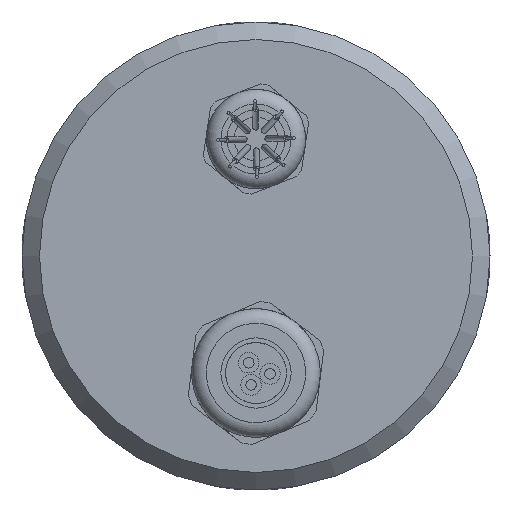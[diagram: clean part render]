
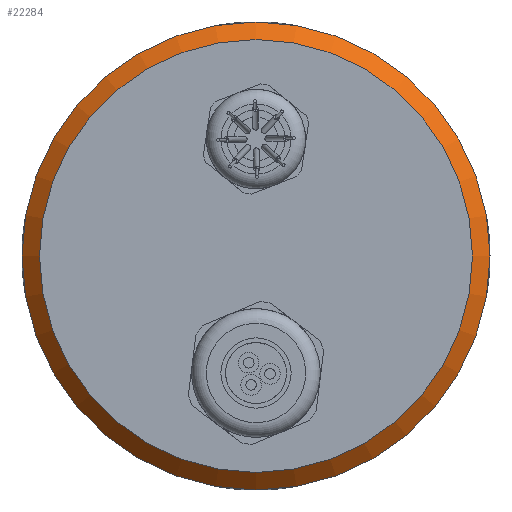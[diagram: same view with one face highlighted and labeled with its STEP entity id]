
A CAD part, left-side view. The second image highlights one B-rep face of the part: STEP entity #22284.
In plain terms, the highlighted conical face has half-angle 45 degrees and reference radius 37 mm.
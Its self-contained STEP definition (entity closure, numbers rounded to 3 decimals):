
#906 = ORIENTED_EDGE ( 'NONE', *, *, #9865, .F. ) ;
#915 = CARTESIAN_POINT ( 'NONE',  ( -166., 0., -40. ) ) ;
#2241 = CARTESIAN_POINT ( 'NONE',  ( -169., 0., 0. ) ) ;
#2408 = EDGE_LOOP ( 'NONE', ( #14221 ) ) ;
#3040 = CARTESIAN_POINT ( 'NONE',  ( -169., 0., 0. ) ) ;
#4979 = EDGE_CURVE ( 'NONE', #17258, #17258, #5802, .T. ) ;
#5424 = AXIS2_PLACEMENT_3D ( 'NONE', #2241, #9521, #16806 ) ;
#5802 = CIRCLE ( 'NONE', #19123, 40. ) ;
#7431 = AXIS2_PLACEMENT_3D ( 'NONE', #3040, #10328, #17609 ) ;
#7621 = CARTESIAN_POINT ( 'NONE',  ( -166., 0., 0. ) ) ;
#7637 = EDGE_LOOP ( 'NONE', ( #906 ) ) ;
#9521 = DIRECTION ( 'NONE',  ( 1., 0., 0. ) ) ;
#9865 = EDGE_CURVE ( 'NONE', #10554, #10554, #17725, .T. ) ;
#10328 = DIRECTION ( 'NONE',  ( -1., 0., 0. ) ) ;
#10554 = VERTEX_POINT ( 'NONE', #17837 ) ;
#11317 = FACE_OUTER_BOUND ( 'NONE', #2408, .T. ) ;
#14221 = ORIENTED_EDGE ( 'NONE', *, *, #4979, .F. ) ;
#14919 = DIRECTION ( 'NONE',  ( 1., 0., 0. ) ) ;
#15702 = CONICAL_SURFACE ( 'NONE', #5424, 37., 0.785 ) ;
#16806 = DIRECTION ( 'NONE',  ( 0., 0., 1. ) ) ;
#17258 = VERTEX_POINT ( 'NONE', #915 ) ;
#17609 = DIRECTION ( 'NONE',  ( 0., 0., -1. ) ) ;
#17725 = CIRCLE ( 'NONE', #7431, 37. ) ;
#17837 = CARTESIAN_POINT ( 'NONE',  ( -169., 0., -37. ) ) ;
#18577 = FACE_BOUND ( 'NONE', #7637, .T. ) ;
#19123 = AXIS2_PLACEMENT_3D ( 'NONE', #7621, #14919, #22162 ) ;
#22162 = DIRECTION ( 'NONE',  ( 0., 0., -1. ) ) ;
#22284 = ADVANCED_FACE ( 'Defeature ausgef�hrt1_4', ( #11317, #18577 ), #15702, .T. ) ;
